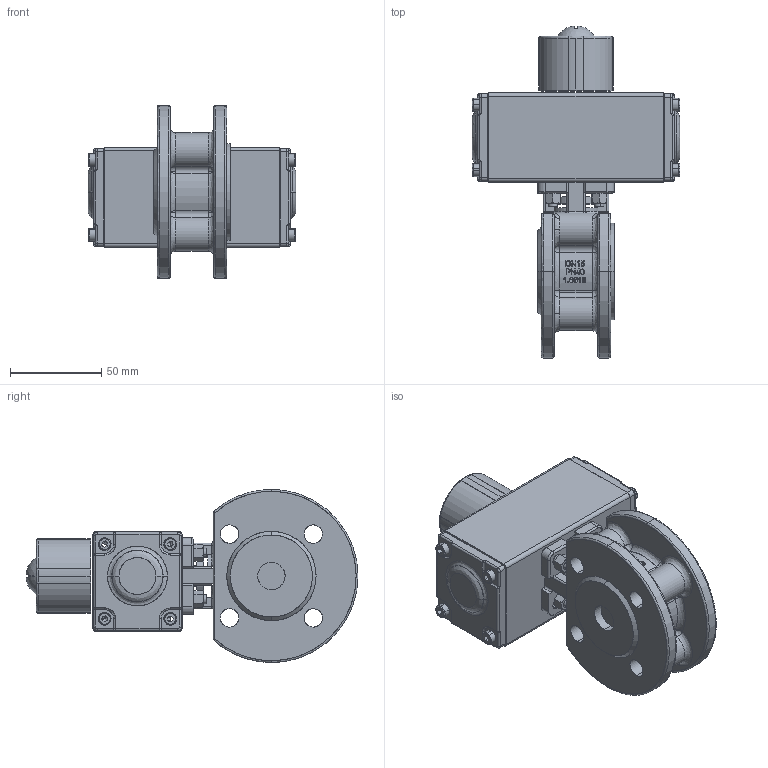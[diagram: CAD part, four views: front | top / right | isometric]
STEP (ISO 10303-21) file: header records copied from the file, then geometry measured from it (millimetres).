
FILE_DESCRIPTION (( 'STEP AP214' ), '1' );
FILE_NAME ('PK06_DN15 (PK06000003).STEP', '2022-05-02T06:57:15', ( '' ), ( '' ), 'SwSTEP 2.0', 'SolidWorks 2021', '' );
FILE_SCHEMA (( 'AUTOMOTIVE_DESIGN' ));
Length unit declared in the file: metre
Products named in the file (1): PK06_DN15 (PK06000003)
Bounding box: 114 x 182.15 x 95 mm (x, y, z)
Surface area: 83558.3 mm2 (no closed solid volume)
Topology: 0 solids, 561 shells, 676 faces, 3445 edges, 3269 vertices
Faces by surface type: cylinder 266, plane 192, bspline 171, cone 45, sphere 2
Entity records: 62826 total; most frequent: CARTESIAN_POINT 30961, DIRECTION 4482, ORIENTED_EDGE 3581, EDGE_CURVE 3415, VERTEX_POINT 3269, AXIS2_PLACEMENT_3D 1583, VECTOR 1316, LINE 1316
